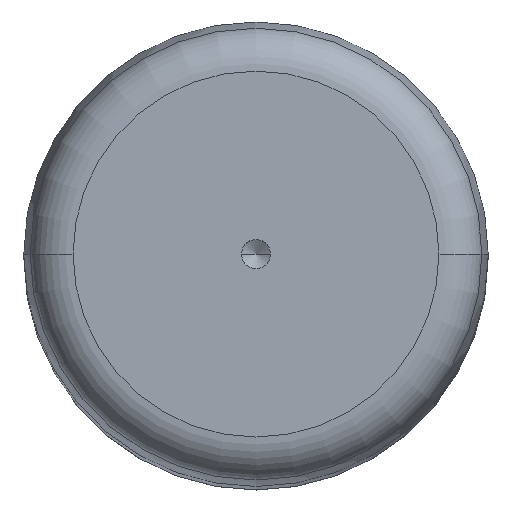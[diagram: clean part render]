
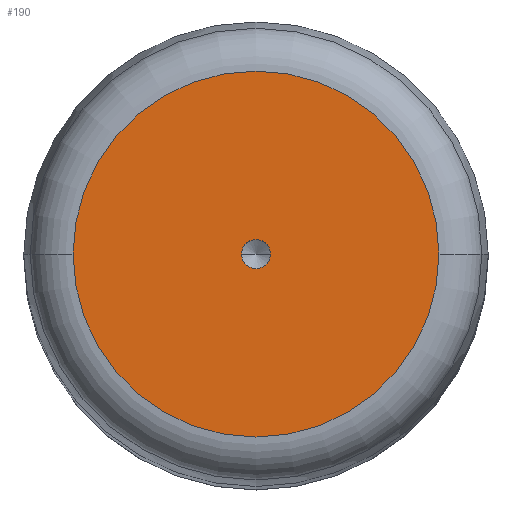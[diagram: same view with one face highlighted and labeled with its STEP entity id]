
A CAD part, top view. The second image highlights one B-rep face of the part: STEP entity #190.
In plain terms, the highlighted planar face has unit normal (0, 0, 1).
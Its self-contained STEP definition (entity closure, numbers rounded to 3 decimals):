
#4 = DIRECTION ( 'NONE',  ( 1., 0., 0. ) ) ;
#12 = DIRECTION ( 'NONE',  ( 0., 0., 1. ) ) ;
#22 = DIRECTION ( 'NONE',  ( 1., 0., 0. ) ) ;
#26 = DIRECTION ( 'NONE',  ( 0., 0., 1. ) ) ;
#51 = VERTEX_POINT ( 'NONE', #526 ) ;
#57 = FACE_BOUND ( 'NONE', #599, .T. ) ;
#67 = EDGE_CURVE ( 'NONE', #293, #133, #574, .T. ) ;
#95 = AXIS2_PLACEMENT_3D ( 'NONE', #504, #26, #393 ) ;
#133 = VERTEX_POINT ( 'NONE', #395 ) ;
#138 = CIRCLE ( 'NONE', #158, 12.604 ) ;
#147 = CARTESIAN_POINT ( 'NONE',  ( 0., 0., 150. ) ) ;
#158 = AXIS2_PLACEMENT_3D ( 'NONE', #329, #12, #492 ) ;
#163 = ORIENTED_EDGE ( 'NONE', *, *, #345, .F. ) ;
#165 = ORIENTED_EDGE ( 'NONE', *, *, #507, .T. ) ;
#167 = AXIS2_PLACEMENT_3D ( 'NONE', #649, #336, #22 ) ;
#174 = CARTESIAN_POINT ( 'NONE',  ( 0., 0., 150. ) ) ;
#176 = AXIS2_PLACEMENT_3D ( 'NONE', #174, #215, #4 ) ;
#185 = CARTESIAN_POINT ( 'NONE',  ( 12.604, 0., 150. ) ) ;
#187 = FACE_OUTER_BOUND ( 'NONE', #471, .T. ) ;
#190 = ADVANCED_FACE ( 'NONE', ( #57, #187 ), #407, .T. ) ;
#215 = DIRECTION ( 'NONE',  ( 0., 0., 1. ) ) ;
#293 = VERTEX_POINT ( 'NONE', #530 ) ;
#329 = CARTESIAN_POINT ( 'NONE',  ( 0., 0., 150. ) ) ;
#336 = DIRECTION ( 'NONE',  ( 0., 0., 1. ) ) ;
#337 = ORIENTED_EDGE ( 'NONE', *, *, #614, .T. ) ;
#345 = EDGE_CURVE ( 'NONE', #133, #293, #648, .T. ) ;
#380 = VERTEX_POINT ( 'NONE', #185 ) ;
#393 = DIRECTION ( 'NONE',  ( 1., 0., 0. ) ) ;
#395 = CARTESIAN_POINT ( 'NONE',  ( -1., 0., 150. ) ) ;
#407 = PLANE ( 'NONE',  #626 ) ;
#466 = DIRECTION ( 'NONE',  ( 0., 0., 1. ) ) ;
#471 = EDGE_LOOP ( 'NONE', ( #165, #337 ) ) ;
#492 = DIRECTION ( 'NONE',  ( 1., 0., 0. ) ) ;
#504 = CARTESIAN_POINT ( 'NONE',  ( 0., 0., 150. ) ) ;
#506 = DIRECTION ( 'NONE',  ( 1., 0., 0. ) ) ;
#507 = EDGE_CURVE ( 'NONE', #380, #51, #138, .T. ) ;
#526 = CARTESIAN_POINT ( 'NONE',  ( -12.604, 0., 150. ) ) ;
#530 = CARTESIAN_POINT ( 'NONE',  ( 1., 0., 150. ) ) ;
#574 = CIRCLE ( 'NONE', #176, 1. ) ;
#590 = CIRCLE ( 'NONE', #95, 12.604 ) ;
#599 = EDGE_LOOP ( 'NONE', ( #674, #163 ) ) ;
#614 = EDGE_CURVE ( 'NONE', #51, #380, #590, .T. ) ;
#626 = AXIS2_PLACEMENT_3D ( 'NONE', #147, #466, #506 ) ;
#648 = CIRCLE ( 'NONE', #167, 1. ) ;
#649 = CARTESIAN_POINT ( 'NONE',  ( 0., 0., 150. ) ) ;
#674 = ORIENTED_EDGE ( 'NONE', *, *, #67, .F. ) ;
